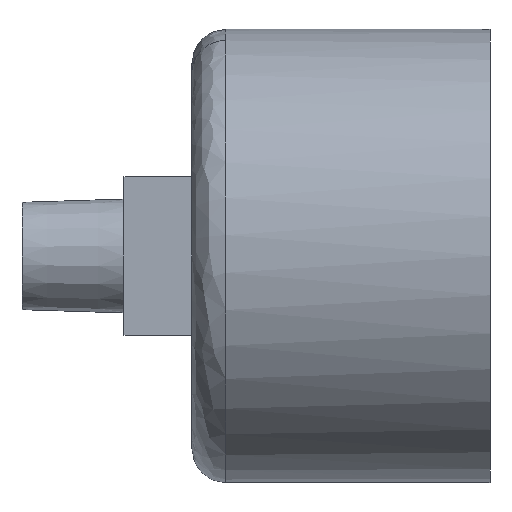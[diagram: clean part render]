
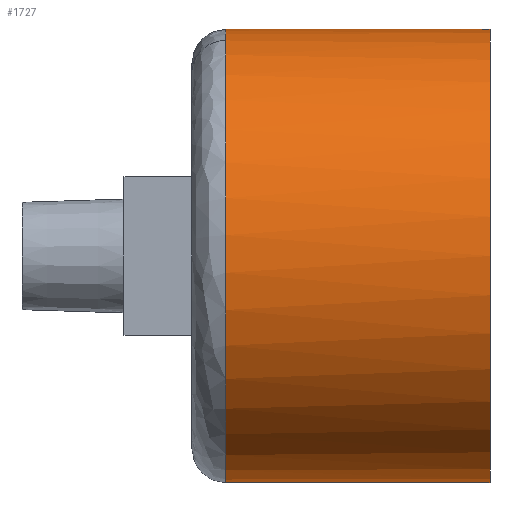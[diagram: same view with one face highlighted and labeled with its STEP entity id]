
A CAD part, front view. The second image highlights one B-rep face of the part: STEP entity #1727.
In plain terms, the highlighted cylindrical face has radius 20 mm (diameter 40 mm), a partial arc.
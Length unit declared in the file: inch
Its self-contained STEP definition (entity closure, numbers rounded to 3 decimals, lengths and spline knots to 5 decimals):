
#153 = AXIS2_PLACEMENT_3D ( 'NONE', #566, #1209, #3601 ) ;
#401 = DIRECTION ( 'NONE',  ( 0., 0., -1. ) ) ;
#402 = DIRECTION ( 'NONE',  ( 0., 0., -1. ) ) ;
#566 = CARTESIAN_POINT ( 'NONE',  ( 1.50787, 0., 0. ) ) ;
#589 = AXIS2_PLACEMENT_3D ( 'NONE', #2425, #4187, #401 ) ;
#623 = CARTESIAN_POINT ( 'NONE',  ( 1.62598, 0., 0.7874 ) ) ;
#687 = DIRECTION ( 'NONE',  ( -1., 0., 0. ) ) ;
#782 = DIRECTION ( 'NONE',  ( 1., 0., 0. ) ) ;
#805 = CARTESIAN_POINT ( 'NONE',  ( 1.50787, 0., 0.7874 ) ) ;
#950 = VERTEX_POINT ( 'NONE', #623 ) ;
#1145 = VECTOR ( 'NONE', #2992, 39.37008 ) ;
#1170 = CARTESIAN_POINT ( 'NONE',  ( 0.70866, 0., 0. ) ) ;
#1175 = EDGE_CURVE ( 'NONE', #4177, #950, #3731, .T. ) ;
#1209 = DIRECTION ( 'NONE',  ( 1., 0., 0. ) ) ;
#1244 = ORIENTED_EDGE ( 'NONE', *, *, #1395, .T. ) ;
#1367 = CARTESIAN_POINT ( 'NONE',  ( 1.62598, 0., -0.7874 ) ) ;
#1395 = EDGE_CURVE ( 'NONE', #4401, #4177, #4348, .T. ) ;
#1470 = CARTESIAN_POINT ( 'NONE',  ( 0.70866, 0., 0.7874 ) ) ;
#1549 = CYLINDRICAL_SURFACE ( 'NONE', #153, 0.7874 ) ;
#1629 = ORIENTED_EDGE ( 'NONE', *, *, #3983, .T. ) ;
#1671 = ORIENTED_EDGE ( 'NONE', *, *, #1175, .T. ) ;
#1727 = ADVANCED_FACE ( 'NONE', ( #1929 ), #1549, .T. ) ;
#1737 = CARTESIAN_POINT ( 'NONE',  ( 1.62598, 0., 0. ) ) ;
#1929 = FACE_OUTER_BOUND ( 'NONE', #4414, .T. ) ;
#2183 = DIRECTION ( 'NONE',  ( 1., 0., 0. ) ) ;
#2425 = CARTESIAN_POINT ( 'NONE',  ( 0.70866, 0., 0. ) ) ;
#2512 = CIRCLE ( 'NONE', #589, 0.7874 ) ;
#2513 = EDGE_CURVE ( 'NONE', #3150, #950, #4151, .T. ) ;
#2699 = CARTESIAN_POINT ( 'NONE',  ( 0.70866, -0.24332, 0.74886 ) ) ;
#2883 = AXIS2_PLACEMENT_3D ( 'NONE', #1170, #2183, #2951 ) ;
#2951 = DIRECTION ( 'NONE',  ( 0., 0., -1. ) ) ;
#2992 = DIRECTION ( 'NONE',  ( 1., 0., 0. ) ) ;
#3150 = VERTEX_POINT ( 'NONE', #1470 ) ;
#3206 = VECTOR ( 'NONE', #782, 39.37008 ) ;
#3250 = ORIENTED_EDGE ( 'NONE', *, *, #3817, .T. ) ;
#3286 = CARTESIAN_POINT ( 'NONE',  ( 0.70866, 0., -0.7874 ) ) ;
#3601 = DIRECTION ( 'NONE',  ( 0., 0., -1. ) ) ;
#3656 = AXIS2_PLACEMENT_3D ( 'NONE', #1737, #687, #402 ) ;
#3731 = CIRCLE ( 'NONE', #3656, 0.7874 ) ;
#3751 = CIRCLE ( 'NONE', #2883, 0.7874 ) ;
#3752 = VERTEX_POINT ( 'NONE', #2699 ) ;
#3817 = EDGE_CURVE ( 'NONE', #3752, #4401, #2512, .T. ) ;
#3983 = EDGE_CURVE ( 'NONE', #3150, #3752, #3751, .T. ) ;
#4079 = ORIENTED_EDGE ( 'NONE', *, *, #2513, .F. ) ;
#4151 = LINE ( 'NONE', #805, #3206 ) ;
#4177 = VERTEX_POINT ( 'NONE', #1367 ) ;
#4187 = DIRECTION ( 'NONE',  ( 1., 0., 0. ) ) ;
#4302 = CARTESIAN_POINT ( 'NONE',  ( 1.50787, 0., -0.7874 ) ) ;
#4348 = LINE ( 'NONE', #4302, #1145 ) ;
#4401 = VERTEX_POINT ( 'NONE', #3286 ) ;
#4414 = EDGE_LOOP ( 'NONE', ( #4079, #1629, #3250, #1244, #1671 ) ) ;
